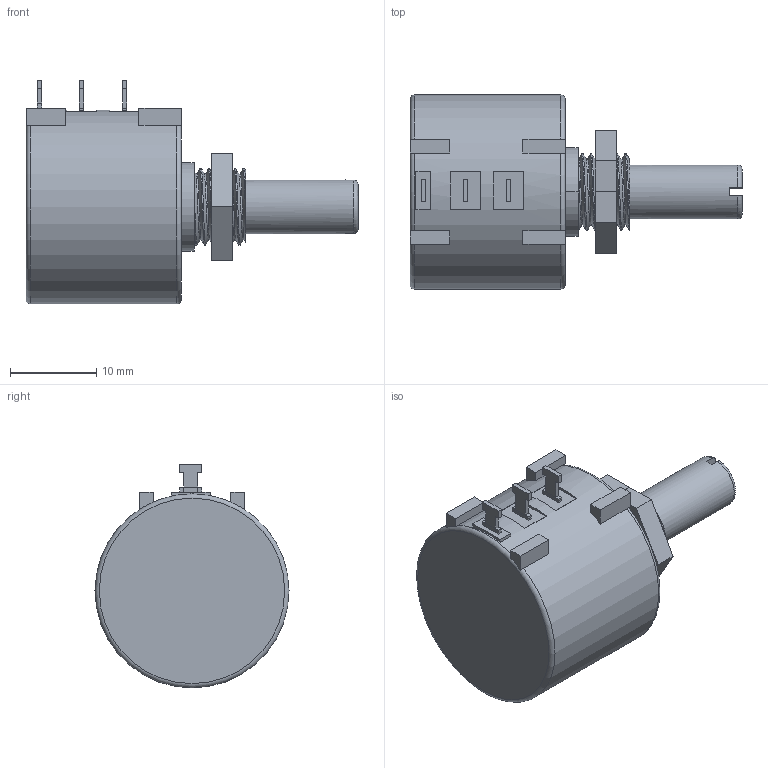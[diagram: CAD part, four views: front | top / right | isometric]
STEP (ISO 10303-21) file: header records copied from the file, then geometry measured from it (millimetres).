
FILE_DESCRIPTION(/* description */ (''),/* implementation_level */ '2;1');
FILE_NAME(/* name */ 'Potentiometer - Multiturn 01 v3.step',/* time_stamp */ '2020-09-24T00:10:59+10:00',/* author */ (''),/* organization */ (''),/* preprocessor_version */ 'ST-DEVELOPER v18.1',/* originating_system */ 'Autodesk Translation Framework v9.3.0.1241',/* authorisation */ '');
FILE_SCHEMA (('AUTOMOTIVE_DESIGN { 1 0 10303 214 3 1 1 }'));
Length unit declared in the file: millimetre
Products named in the file (2): Potentiometer - Multiturn 01; Potentiometer
Assembly tree (1 placements, depth 2):
  Potentiometer - Multiturn 01
    Potentiometer
Bounding box: 38.5 x 22.5 x 25.95 mm (x, y, z)
Volume: 8369 mm3; surface area: 3786.1 mm2
Topology: 20 solids, 20 shells, 167 faces, 367 edges, 244 vertices
Faces by surface type: plane 133, cylinder 28, torus 4, bspline 2
Full cylindrical faces by diameter (mm): 6.26 x1, 7.744 x1, 8.884 x3, 10.25 x1, 11.75 x2, 22.5 x1
Entity records: 5696 total; most frequent: CARTESIAN_POINT 1959, ORIENTED_EDGE 734, DIRECTION 715, EDGE_CURVE 367, LINE 283, VECTOR 283, VERTEX_POINT 244, AXIS2_PLACEMENT_3D 216
